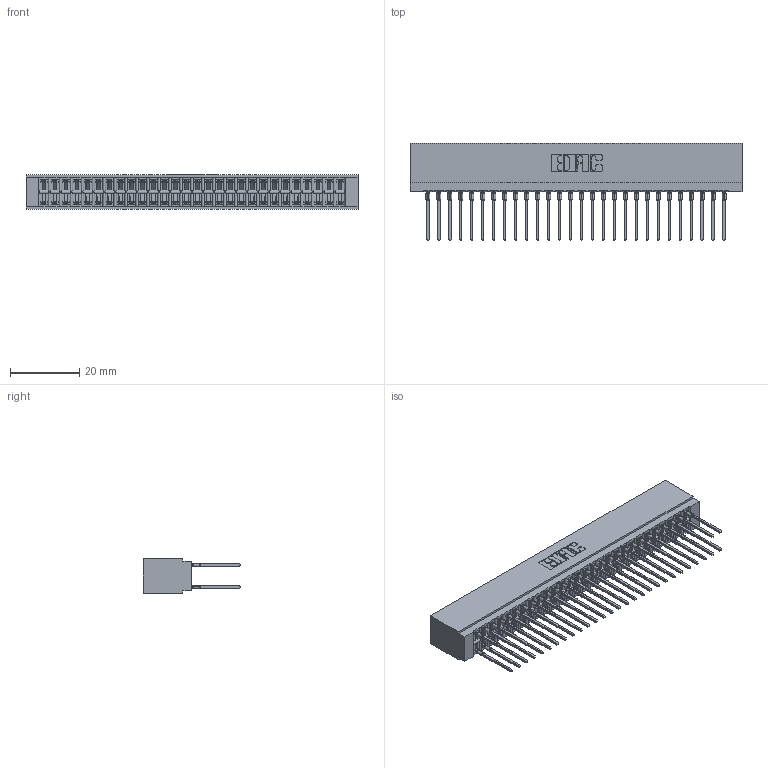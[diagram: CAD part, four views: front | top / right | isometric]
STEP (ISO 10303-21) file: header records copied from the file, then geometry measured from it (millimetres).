
FILE_DESCRIPTION (( 'STEP AP203' ), '1' );
FILE_NAME ('726-056-545-201.STEP', '2020-05-28T09:42:37', ( '' ), ( '' ), 'SwSTEP 2.0', 'SolidWorks 2020', '' );
FILE_SCHEMA (( 'CONFIG_CONTROL_DESIGN' ));
Length unit declared in the file: inch
Products named in the file (3): 726 Part_.515 Slot Depth - 01; 746-292-001_545; 726-056-545-201
Assembly tree (57 placements, depth 2):
  726-056-545-201
    726 Part_.515 Slot Depth - 01
    746-292-001_545  x56
Bounding box: 96.14 x 28.18 x 9.91 mm (x, y, z)
Volume: 9112.1 mm3; surface area: 15834.4 mm2
Topology: 57 solids, 57 shells, 5109 faces, 14039 edges, 8939 vertices
Faces by surface type: plane 2631, bspline 1120, cylinder 1022, torus 336
Entity records: 45187 total; most frequent: CARTESIAN_POINT 9105, ORIENTED_EDGE 7728, DIRECTION 6476, EDGE_CURVE 3864, VECTOR 3400, LINE 3400, VERTEX_POINT 2559, AXIS2_PLACEMENT_3D 1538
